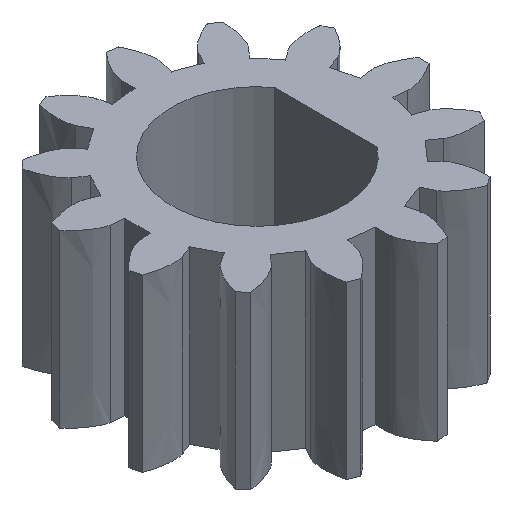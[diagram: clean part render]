
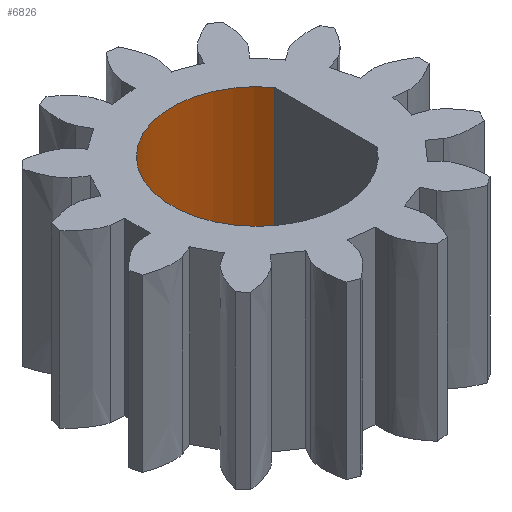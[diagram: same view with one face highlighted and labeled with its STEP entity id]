
A CAD part, isometric view. The second image highlights one B-rep face of the part: STEP entity #6826.
In plain terms, the highlighted cylindrical face has radius 2.5 mm (diameter 5 mm), a partial arc.
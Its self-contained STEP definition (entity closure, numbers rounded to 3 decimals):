
#73 = PLANE('',#74);
#74 = AXIS2_PLACEMENT_3D('',#75,#76,#77);
#75 = CARTESIAN_POINT('',(0.,0.,5.));
#76 = DIRECTION('',(0.,0.,1.));
#77 = DIRECTION('',(1.,0.,0.));
#132 = PLANE('',#133);
#133 = AXIS2_PLACEMENT_3D('',#134,#135,#136);
#134 = CARTESIAN_POINT('',(0.,0.,0.));
#135 = DIRECTION('',(0.,0.,1.));
#136 = DIRECTION('',(1.,0.,0.));
#2783 = VERTEX_POINT('',#2784);
#2784 = CARTESIAN_POINT('',(2.,-1.5,0.));
#2785 = VERTEX_POINT('',#2786);
#2786 = CARTESIAN_POINT('',(2.,1.5,0.));
#2800 = PLANE('',#2801);
#2801 = AXIS2_PLACEMENT_3D('',#2802,#2803,#2804);
#2802 = CARTESIAN_POINT('',(2.,-1.5,0.));
#2803 = DIRECTION('',(-1.,0.,0.));
#2804 = DIRECTION('',(0.,1.,0.));
#2812 = EDGE_CURVE('',#2783,#2785,#2813,.T.);
#2813 = SURFACE_CURVE('',#2814,(#2819,#2830),.PCURVE_S1.);
#2814 = CIRCLE('',#2815,2.5);
#2815 = AXIS2_PLACEMENT_3D('',#2816,#2817,#2818);
#2816 = CARTESIAN_POINT('',(0.,0.,0.));
#2817 = DIRECTION('',(0.,0.,-1.));
#2818 = DIRECTION('',(1.,0.,0.));
#2819 = PCURVE('',#132,#2820);
#2820 = DEFINITIONAL_REPRESENTATION('',(#2821),#2829);
#2821 = ( BOUNDED_CURVE() B_SPLINE_CURVE(2,(#2822,#2823,#2824,#2825,
#2826,#2827,#2828),.UNSPECIFIED.,.T.,.F.) B_SPLINE_CURVE_WITH_KNOTS((1,2
    ,2,2,2,1),(-2.094,0.,2.094,4.189,
6.283,8.378),.UNSPECIFIED.) CURVE() 
GEOMETRIC_REPRESENTATION_ITEM() RATIONAL_B_SPLINE_CURVE((1.,0.5,1.,0.5,
1.,0.5,1.)) REPRESENTATION_ITEM('') );
#2822 = CARTESIAN_POINT('',(2.5,0.));
#2823 = CARTESIAN_POINT('',(2.5,-4.33));
#2824 = CARTESIAN_POINT('',(-1.25,-2.165));
#2825 = CARTESIAN_POINT('',(-5.,0.));
#2826 = CARTESIAN_POINT('',(-1.25,2.165));
#2827 = CARTESIAN_POINT('',(2.5,4.33));
#2828 = CARTESIAN_POINT('',(2.5,0.));
#2829 = ( GEOMETRIC_REPRESENTATION_CONTEXT(2) 
PARAMETRIC_REPRESENTATION_CONTEXT() REPRESENTATION_CONTEXT('2D SPACE',''
  ) );
#2830 = PCURVE('',#2831,#2836);
#2831 = CYLINDRICAL_SURFACE('',#2832,2.5);
#2832 = AXIS2_PLACEMENT_3D('',#2833,#2834,#2835);
#2833 = CARTESIAN_POINT('',(0.,0.,0.));
#2834 = DIRECTION('',(0.,0.,-1.));
#2835 = DIRECTION('',(1.,0.,0.));
#2836 = DEFINITIONAL_REPRESENTATION('',(#2837),#2841);
#2837 = LINE('',#2838,#2839);
#2838 = CARTESIAN_POINT('',(0.,0.));
#2839 = VECTOR('',#2840,1.);
#2840 = DIRECTION('',(1.,0.));
#2841 = ( GEOMETRIC_REPRESENTATION_CONTEXT(2) 
PARAMETRIC_REPRESENTATION_CONTEXT() REPRESENTATION_CONTEXT('2D SPACE',''
  ) );
#4725 = VERTEX_POINT('',#4726);
#4726 = CARTESIAN_POINT('',(2.,-1.5,5.));
#4727 = VERTEX_POINT('',#4728);
#4728 = CARTESIAN_POINT('',(2.,1.5,5.));
#4749 = EDGE_CURVE('',#4725,#4727,#4750,.T.);
#4750 = SURFACE_CURVE('',#4751,(#4756,#4767),.PCURVE_S1.);
#4751 = CIRCLE('',#4752,2.5);
#4752 = AXIS2_PLACEMENT_3D('',#4753,#4754,#4755);
#4753 = CARTESIAN_POINT('',(0.,0.,5.));
#4754 = DIRECTION('',(0.,0.,-1.));
#4755 = DIRECTION('',(1.,0.,0.));
#4756 = PCURVE('',#73,#4757);
#4757 = DEFINITIONAL_REPRESENTATION('',(#4758),#4766);
#4758 = ( BOUNDED_CURVE() B_SPLINE_CURVE(2,(#4759,#4760,#4761,#4762,
#4763,#4764,#4765),.UNSPECIFIED.,.T.,.F.) B_SPLINE_CURVE_WITH_KNOTS((1,2
    ,2,2,2,1),(-2.094,0.,2.094,4.189,
6.283,8.378),.UNSPECIFIED.) CURVE() 
GEOMETRIC_REPRESENTATION_ITEM() RATIONAL_B_SPLINE_CURVE((1.,0.5,1.,0.5,
1.,0.5,1.)) REPRESENTATION_ITEM('') );
#4759 = CARTESIAN_POINT('',(2.5,0.));
#4760 = CARTESIAN_POINT('',(2.5,-4.33));
#4761 = CARTESIAN_POINT('',(-1.25,-2.165));
#4762 = CARTESIAN_POINT('',(-5.,0.));
#4763 = CARTESIAN_POINT('',(-1.25,2.165));
#4764 = CARTESIAN_POINT('',(2.5,4.33));
#4765 = CARTESIAN_POINT('',(2.5,0.));
#4766 = ( GEOMETRIC_REPRESENTATION_CONTEXT(2) 
PARAMETRIC_REPRESENTATION_CONTEXT() REPRESENTATION_CONTEXT('2D SPACE',''
  ) );
#4767 = PCURVE('',#2831,#4768);
#4768 = DEFINITIONAL_REPRESENTATION('',(#4769),#4773);
#4769 = LINE('',#4770,#4771);
#4770 = CARTESIAN_POINT('',(0.,-5.));
#4771 = VECTOR('',#4772,1.);
#4772 = DIRECTION('',(1.,0.));
#4773 = ( GEOMETRIC_REPRESENTATION_CONTEXT(2) 
PARAMETRIC_REPRESENTATION_CONTEXT() REPRESENTATION_CONTEXT('2D SPACE',''
  ) );
#6783 = EDGE_CURVE('',#2783,#4725,#6784,.T.);
#6784 = SURFACE_CURVE('',#6785,(#6789,#6796),.PCURVE_S1.);
#6785 = LINE('',#6786,#6787);
#6786 = CARTESIAN_POINT('',(2.,-1.5,0.));
#6787 = VECTOR('',#6788,1.);
#6788 = DIRECTION('',(0.,0.,1.));
#6789 = PCURVE('',#2800,#6790);
#6790 = DEFINITIONAL_REPRESENTATION('',(#6791),#6795);
#6791 = LINE('',#6792,#6793);
#6792 = CARTESIAN_POINT('',(0.,0.));
#6793 = VECTOR('',#6794,1.);
#6794 = DIRECTION('',(0.,-1.));
#6795 = ( GEOMETRIC_REPRESENTATION_CONTEXT(2) 
PARAMETRIC_REPRESENTATION_CONTEXT() REPRESENTATION_CONTEXT('2D SPACE',''
  ) );
#6796 = PCURVE('',#2831,#6797);
#6797 = DEFINITIONAL_REPRESENTATION('',(#6798),#6802);
#6798 = LINE('',#6799,#6800);
#6799 = CARTESIAN_POINT('',(0.644,0.));
#6800 = VECTOR('',#6801,1.);
#6801 = DIRECTION('',(0.,-1.));
#6802 = ( GEOMETRIC_REPRESENTATION_CONTEXT(2) 
PARAMETRIC_REPRESENTATION_CONTEXT() REPRESENTATION_CONTEXT('2D SPACE',''
  ) );
#6805 = EDGE_CURVE('',#2785,#4727,#6806,.T.);
#6806 = SURFACE_CURVE('',#6807,(#6811,#6818),.PCURVE_S1.);
#6807 = LINE('',#6808,#6809);
#6808 = CARTESIAN_POINT('',(2.,1.5,0.));
#6809 = VECTOR('',#6810,1.);
#6810 = DIRECTION('',(0.,0.,1.));
#6811 = PCURVE('',#2800,#6812);
#6812 = DEFINITIONAL_REPRESENTATION('',(#6813),#6817);
#6813 = LINE('',#6814,#6815);
#6814 = CARTESIAN_POINT('',(3.,0.));
#6815 = VECTOR('',#6816,1.);
#6816 = DIRECTION('',(0.,-1.));
#6817 = ( GEOMETRIC_REPRESENTATION_CONTEXT(2) 
PARAMETRIC_REPRESENTATION_CONTEXT() REPRESENTATION_CONTEXT('2D SPACE',''
  ) );
#6818 = PCURVE('',#2831,#6819);
#6819 = DEFINITIONAL_REPRESENTATION('',(#6820),#6824);
#6820 = LINE('',#6821,#6822);
#6821 = CARTESIAN_POINT('',(5.64,0.));
#6822 = VECTOR('',#6823,1.);
#6823 = DIRECTION('',(0.,-1.));
#6824 = ( GEOMETRIC_REPRESENTATION_CONTEXT(2) 
PARAMETRIC_REPRESENTATION_CONTEXT() REPRESENTATION_CONTEXT('2D SPACE',''
  ) );
#6826 = ADVANCED_FACE('',(#6827),#2831,.F.);
#6827 = FACE_BOUND('',#6828,.F.);
#6828 = EDGE_LOOP('',(#6829,#6830,#6831,#6832));
#6829 = ORIENTED_EDGE('',*,*,#6783,.T.);
#6830 = ORIENTED_EDGE('',*,*,#4749,.T.);
#6831 = ORIENTED_EDGE('',*,*,#6805,.F.);
#6832 = ORIENTED_EDGE('',*,*,#2812,.F.);
